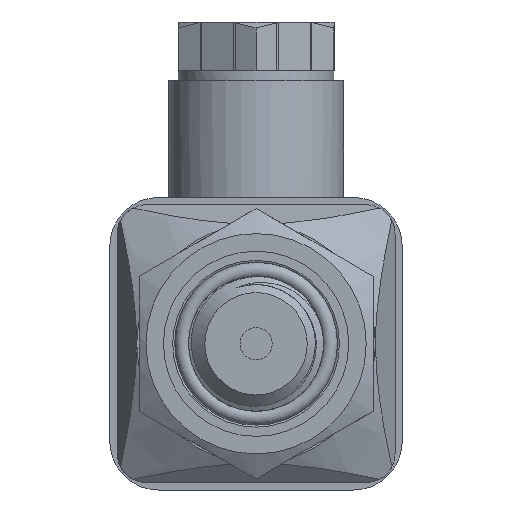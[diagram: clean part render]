
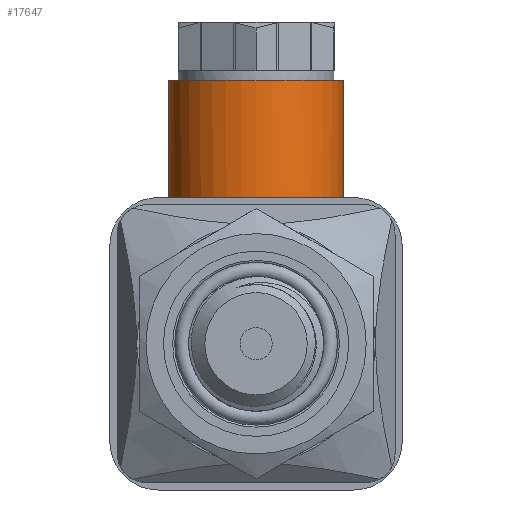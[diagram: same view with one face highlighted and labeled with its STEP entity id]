
A CAD part, left-side view. The second image highlights one B-rep face of the part: STEP entity #17647.
In plain terms, the highlighted cylindrical face has radius 9 mm (diameter 18 mm), a full revolution.
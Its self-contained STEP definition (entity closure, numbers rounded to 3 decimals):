
#2012=FACE_OUTER_BOUND('',#3104,.T.);
#3104=EDGE_LOOP('',(#16392,#16393,#16394,#16395,#16396,#16397,#16398));
#3489=CIRCLE('',#18798,9.);
#3490=CIRCLE('',#18799,9.);
#3515=CIRCLE('',#18880,9.);
#4061=B_SPLINE_CURVE_WITH_KNOTS('',3,(#52566,#52567,#52568,#52569,#52570,
#52571,#52572,#52573,#52574,#52575),.UNSPECIFIED.,.F.,.F.,(4,2,1,1,1,1,
4),(-0.002,0.,0.204,0.408,0.611,
0.815,1.019),.UNSPECIFIED.);
#4062=B_SPLINE_CURVE_WITH_KNOTS('',3,(#52644,#52645,#52646,#52647,#52648,
#52649,#52650,#52651,#52652,#52653,#52654,#52655),.UNSPECIFIED.,.F.,.F.,
(4,1,1,1,1,1,1,2,4),(0.,0.204,0.306,
0.408,0.509,0.611,0.815,
1.019,1.02),.UNSPECIFIED.);
#5604=LINE('',#52983,#7164);
#7164=VECTOR('',#22687,9.);
#8471=VERTEX_POINT('',#50105);
#8731=VERTEX_POINT('',#52564);
#8732=VERTEX_POINT('',#52577);
#8734=VERTEX_POINT('',#52581);
#8825=VERTEX_POINT('',#52981);
#11207=EDGE_CURVE('',#8471,#8731,#4061,.T.);
#11210=EDGE_CURVE('',#8731,#8734,#3489,.T.);
#11211=EDGE_CURVE('',#8734,#8732,#3490,.T.);
#11212=EDGE_CURVE('',#8732,#8471,#4062,.T.);
#11357=EDGE_CURVE('',#8825,#8825,#3515,.T.);
#11358=EDGE_CURVE('',#8825,#8734,#5604,.T.);
#16392=ORIENTED_EDGE('',*,*,#11357,.F.);
#16393=ORIENTED_EDGE('',*,*,#11358,.T.);
#16394=ORIENTED_EDGE('',*,*,#11210,.F.);
#16395=ORIENTED_EDGE('',*,*,#11207,.F.);
#16396=ORIENTED_EDGE('',*,*,#11212,.F.);
#16397=ORIENTED_EDGE('',*,*,#11211,.F.);
#16398=ORIENTED_EDGE('',*,*,#11358,.F.);
#16675=CYLINDRICAL_SURFACE('',#18879,9.);
#17647=ADVANCED_FACE('',(#2012),#16675,.T.);
#18798=AXIS2_PLACEMENT_3D('',#52582,#22414,#22415);
#18799=AXIS2_PLACEMENT_3D('',#52583,#22416,#22417);
#18879=AXIS2_PLACEMENT_3D('',#52980,#22683,#22684);
#18880=AXIS2_PLACEMENT_3D('',#52982,#22685,#22686);
#22414=DIRECTION('center_axis',(0.,0.,-1.));
#22415=DIRECTION('ref_axis',(1.,0.,0.));
#22416=DIRECTION('center_axis',(0.,0.,-1.));
#22417=DIRECTION('ref_axis',(1.,0.,0.));
#22683=DIRECTION('center_axis',(0.,0.,1.));
#22684=DIRECTION('ref_axis',(-1.,0.,0.));
#22685=DIRECTION('center_axis',(0.,0.,1.));
#22686=DIRECTION('ref_axis',(-1.,0.,0.));
#22687=DIRECTION('',(0.,0.,-1.));
#50105=CARTESIAN_POINT('',(-28.,0.,10.5));
#52564=CARTESIAN_POINT('',(-24.4,7.2,14.5));
#52566=CARTESIAN_POINT('Ctrl Pts',(-28.,0.,10.5));
#52567=CARTESIAN_POINT('Ctrl Pts',(-28.,0.004,10.503));
#52568=CARTESIAN_POINT('Ctrl Pts',(-28.,0.008,
10.505));
#52569=CARTESIAN_POINT('Ctrl Pts',(-27.999,0.528,
10.871));
#52570=CARTESIAN_POINT('Ctrl Pts',(-27.909,1.565,11.599));
#52571=CARTESIAN_POINT('Ctrl Pts',(-27.501,3.098,12.639));
#52572=CARTESIAN_POINT('Ctrl Pts',(-26.801,4.592,13.566));
#52573=CARTESIAN_POINT('Ctrl Pts',(-25.787,6.,14.28));
#52574=CARTESIAN_POINT('Ctrl Pts',(-24.889,6.833,14.5));
#52575=CARTESIAN_POINT('Ctrl Pts',(-24.4,7.2,14.5));
#52577=CARTESIAN_POINT('',(-24.4,-7.2,14.5));
#52581=CARTESIAN_POINT('',(-10.,0.,14.5));
#52582=CARTESIAN_POINT('Origin',(-19.,0.,14.5));
#52583=CARTESIAN_POINT('Origin',(-19.,0.,14.5));
#52644=CARTESIAN_POINT('Ctrl Pts',(-24.4,-7.2,14.5));
#52645=CARTESIAN_POINT('Ctrl Pts',(-24.889,-6.833,
14.5));
#52646=CARTESIAN_POINT('Ctrl Pts',(-25.563,-6.207,
14.335));
#52647=CARTESIAN_POINT('Ctrl Pts',(-26.294,-5.296,
13.923));
#52648=CARTESIAN_POINT('Ctrl Pts',(-26.763,-4.579,
13.539));
#52649=CARTESIAN_POINT('Ctrl Pts',(-27.15,-3.846,
13.104));
#52650=CARTESIAN_POINT('Ctrl Pts',(-27.569,-2.842,
12.466));
#52651=CARTESIAN_POINT('Ctrl Pts',(-27.909,-1.565,
11.6));
#52652=CARTESIAN_POINT('Ctrl Pts',(-27.999,-0.528,
10.871));
#52653=CARTESIAN_POINT('Ctrl Pts',(-28.,-0.008,
10.505));
#52654=CARTESIAN_POINT('Ctrl Pts',(-28.,-0.004,10.503));
#52655=CARTESIAN_POINT('Ctrl Pts',(-28.,0.,10.5));
#52980=CARTESIAN_POINT('Origin',(-19.,0.,13.5));
#52981=CARTESIAN_POINT('',(-10.,0.,27.));
#52982=CARTESIAN_POINT('Origin',(-19.,0.,27.));
#52983=CARTESIAN_POINT('',(-10.,0.,13.5));
